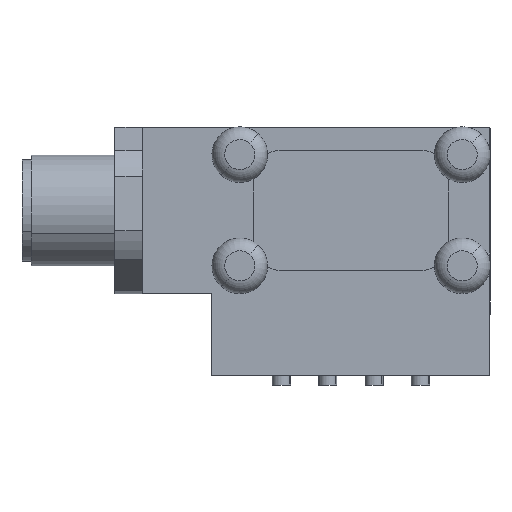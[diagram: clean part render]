
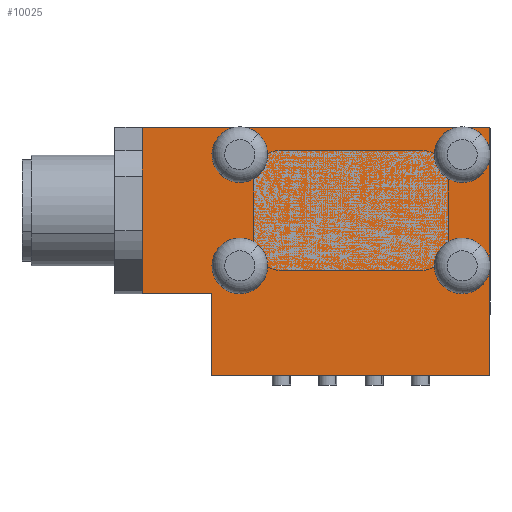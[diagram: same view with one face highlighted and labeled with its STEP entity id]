
A CAD part, top view. The second image highlights one B-rep face of the part: STEP entity #10025.
In plain terms, the highlighted planar face has unit normal (0, 0, 1).
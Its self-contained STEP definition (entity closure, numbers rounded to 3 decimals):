
#30 = PLANE ( 'NONE',  #11619 ) ;
#270 = EDGE_LOOP ( 'NONE', ( #884, #4605 ) ) ;
#359 = DIRECTION ( 'NONE',  ( 1., 0., 0. ) ) ;
#464 = VERTEX_POINT ( 'NONE', #1661 ) ;
#524 = CIRCLE ( 'NONE', #3686, 1.6 ) ;
#635 = CARTESIAN_POINT ( 'NONE',  ( -22.5, 8.865, 20. ) ) ;
#642 = ORIENTED_EDGE ( 'NONE', *, *, #11064, .T. ) ;
#651 = ORIENTED_EDGE ( 'NONE', *, *, #12066, .F. ) ;
#884 = ORIENTED_EDGE ( 'NONE', *, *, #3104, .F. ) ;
#934 = AXIS2_PLACEMENT_3D ( 'NONE', #8134, #11455, #3439 ) ;
#970 = CARTESIAN_POINT ( 'NONE',  ( -22.5, -17.835, 20. ) ) ;
#1008 = CARTESIAN_POINT ( 'NONE',  ( -12., 5.965, 20. ) ) ;
#1233 = FACE_OUTER_BOUND ( 'NONE', #11602, .T. ) ;
#1267 = VERTEX_POINT ( 'NONE', #3667 ) ;
#1537 = VERTEX_POINT ( 'NONE', #1608 ) ;
#1561 = EDGE_CURVE ( 'NONE', #5120, #464, #4023, .T. ) ;
#1608 = CARTESIAN_POINT ( 'NONE',  ( -13.6, 5.965, 20. ) ) ;
#1661 = CARTESIAN_POINT ( 'NONE',  ( 10.4, 5.965, 20. ) ) ;
#1672 = CARTESIAN_POINT ( 'NONE',  ( -15., -9.035, 20. ) ) ;
#1685 = DIRECTION ( 'NONE',  ( 1., 0., 0. ) ) ;
#1725 = DIRECTION ( 'NONE',  ( 0., 0., 1. ) ) ;
#2021 = DIRECTION ( 'NONE',  ( 1., 0., 0. ) ) ;
#2049 = VERTEX_POINT ( 'NONE', #6337 ) ;
#2059 = EDGE_CURVE ( 'NONE', #10189, #7571, #11299, .T. ) ;
#2245 = VERTEX_POINT ( 'NONE', #2527 ) ;
#2250 = VERTEX_POINT ( 'NONE', #11693 ) ;
#2301 = EDGE_LOOP ( 'NONE', ( #9576, #11217 ) ) ;
#2517 = CARTESIAN_POINT ( 'NONE',  ( 12., 5.965, 20. ) ) ;
#2527 = CARTESIAN_POINT ( 'NONE',  ( -22.5, -9.035, 20. ) ) ;
#2563 = VECTOR ( 'NONE', #6126, 1000. ) ;
#2619 = AXIS2_PLACEMENT_3D ( 'NONE', #10916, #11898, #5579 ) ;
#2753 = VECTOR ( 'NONE', #8912, 1000. ) ;
#3056 = DIRECTION ( 'NONE',  ( 0., 0., 1. ) ) ;
#3104 = EDGE_CURVE ( 'NONE', #1267, #2049, #10776, .T. ) ;
#3285 = VERTEX_POINT ( 'NONE', #3819 ) ;
#3439 = DIRECTION ( 'NONE',  ( 1., 0., 0. ) ) ;
#3526 = DIRECTION ( 'NONE',  ( 1., 0., 0. ) ) ;
#3587 = DIRECTION ( 'NONE',  ( 1., 0., 0. ) ) ;
#3667 = CARTESIAN_POINT ( 'NONE',  ( -10.4, -6.035, 20. ) ) ;
#3686 = AXIS2_PLACEMENT_3D ( 'NONE', #1008, #8029, #2021 ) ;
#3699 = VERTEX_POINT ( 'NONE', #1672 ) ;
#3735 = CARTESIAN_POINT ( 'NONE',  ( -22.5, -9.035, 20. ) ) ;
#3754 = FACE_BOUND ( 'NONE', #6122, .T. ) ;
#3819 = CARTESIAN_POINT ( 'NONE',  ( -22.5, 8.865, 20. ) ) ;
#4023 = CIRCLE ( 'NONE', #934, 1.6 ) ;
#4031 = LINE ( 'NONE', #635, #9325 ) ;
#4064 = FACE_BOUND ( 'NONE', #270, .T. ) ;
#4066 = DIRECTION ( 'NONE',  ( 0., 0., 1. ) ) ;
#4599 = AXIS2_PLACEMENT_3D ( 'NONE', #2517, #9501, #3526 ) ;
#4605 = ORIENTED_EDGE ( 'NONE', *, *, #9600, .F. ) ;
#4792 = CARTESIAN_POINT ( 'NONE',  ( -12., -6.035, 20. ) ) ;
#4984 = DIRECTION ( 'NONE',  ( 1., 0., 0. ) ) ;
#5090 = EDGE_CURVE ( 'NONE', #2245, #3699, #6867, .T. ) ;
#5100 = ORIENTED_EDGE ( 'NONE', *, *, #5539, .F. ) ;
#5120 = VERTEX_POINT ( 'NONE', #6782 ) ;
#5539 = EDGE_CURVE ( 'NONE', #464, #5120, #12439, .T. ) ;
#5579 = DIRECTION ( 'NONE',  ( 1., 0., 0. ) ) ;
#5808 = DIRECTION ( 'NONE',  ( 1., 0., 0. ) ) ;
#5811 = CIRCLE ( 'NONE', #7486, 1.6 ) ;
#5929 = VERTEX_POINT ( 'NONE', #11030 ) ;
#5991 = VERTEX_POINT ( 'NONE', #12122 ) ;
#6122 = EDGE_LOOP ( 'NONE', ( #11168, #5100 ) ) ;
#6126 = DIRECTION ( 'NONE',  ( 0., -1., 0. ) ) ;
#6263 = VECTOR ( 'NONE', #4984, 1000. ) ;
#6337 = CARTESIAN_POINT ( 'NONE',  ( -13.6, -6.035, 20. ) ) ;
#6369 = VECTOR ( 'NONE', #12414, 1000. ) ;
#6396 = DIRECTION ( 'NONE',  ( 0., 0., 1. ) ) ;
#6423 = FACE_BOUND ( 'NONE', #2301, .T. ) ;
#6486 = EDGE_LOOP ( 'NONE', ( #7406, #6973 ) ) ;
#6782 = CARTESIAN_POINT ( 'NONE',  ( 13.6, 5.965, 20. ) ) ;
#6867 = LINE ( 'NONE', #3735, #12452 ) ;
#6973 = ORIENTED_EDGE ( 'NONE', *, *, #12627, .F. ) ;
#7060 = CARTESIAN_POINT ( 'NONE',  ( -22.5, -17.835, 20. ) ) ;
#7151 = CARTESIAN_POINT ( 'NONE',  ( -22.5, 8.965, 20. ) ) ;
#7265 = CARTESIAN_POINT ( 'NONE',  ( -15., -17.835, 20. ) ) ;
#7406 = ORIENTED_EDGE ( 'NONE', *, *, #7554, .F. ) ;
#7486 = AXIS2_PLACEMENT_3D ( 'NONE', #4792, #11719, #5808 ) ;
#7554 = EDGE_CURVE ( 'NONE', #2250, #1537, #524, .T. ) ;
#7571 = VERTEX_POINT ( 'NONE', #11949 ) ;
#7646 = EDGE_CURVE ( 'NONE', #3285, #2245, #9907, .T. ) ;
#7716 = ORIENTED_EDGE ( 'NONE', *, *, #5090, .T. ) ;
#7734 = ORIENTED_EDGE ( 'NONE', *, *, #12181, .F. ) ;
#7739 = CARTESIAN_POINT ( 'NONE',  ( 12., -6.035, 20. ) ) ;
#7773 = LINE ( 'NONE', #7920, #2753 ) ;
#7920 = CARTESIAN_POINT ( 'NONE',  ( -15., -17.835, 20. ) ) ;
#8029 = DIRECTION ( 'NONE',  ( 0., 0., 1. ) ) ;
#8073 = CIRCLE ( 'NONE', #12836, 1.6 ) ;
#8134 = CARTESIAN_POINT ( 'NONE',  ( 12., 5.965, 20. ) ) ;
#8346 = CARTESIAN_POINT ( 'NONE',  ( 15., -17.835, 20. ) ) ;
#8524 = CIRCLE ( 'NONE', #9921, 1.6 ) ;
#8530 = EDGE_CURVE ( 'NONE', #5929, #5991, #10480, .T. ) ;
#8725 = DIRECTION ( 'NONE',  ( 1., 0., 0. ) ) ;
#8912 = DIRECTION ( 'NONE',  ( 0., 1., 0. ) ) ;
#9051 = FACE_BOUND ( 'NONE', #6486, .T. ) ;
#9325 = VECTOR ( 'NONE', #3587, 1000. ) ;
#9404 = CARTESIAN_POINT ( 'NONE',  ( 15., 8.865, 20. ) ) ;
#9501 = DIRECTION ( 'NONE',  ( 0., 0., 1. ) ) ;
#9552 = ORIENTED_EDGE ( 'NONE', *, *, #7646, .T. ) ;
#9576 = ORIENTED_EDGE ( 'NONE', *, *, #8530, .F. ) ;
#9600 = EDGE_CURVE ( 'NONE', #2049, #1267, #5811, .T. ) ;
#9907 = LINE ( 'NONE', #7151, #2563 ) ;
#9921 = AXIS2_PLACEMENT_3D ( 'NONE', #12306, #6396, #359 ) ;
#9966 = LINE ( 'NONE', #970, #6263 ) ;
#10023 = CARTESIAN_POINT ( 'NONE',  ( -12., 5.965, 20. ) ) ;
#10025 = ADVANCED_FACE ( 'NONE', ( #6423, #4064, #9051, #3754, #1233 ), #30, .T. ) ;
#10035 = AXIS2_PLACEMENT_3D ( 'NONE', #7739, #1725, #8725 ) ;
#10043 = DIRECTION ( 'NONE',  ( 1., 0., 0. ) ) ;
#10189 = VERTEX_POINT ( 'NONE', #9404 ) ;
#10480 = CIRCLE ( 'NONE', #10035, 1.6 ) ;
#10667 = VERTEX_POINT ( 'NONE', #7265 ) ;
#10776 = CIRCLE ( 'NONE', #2619, 1.6 ) ;
#10916 = CARTESIAN_POINT ( 'NONE',  ( -12., -6.035, 20. ) ) ;
#10989 = DIRECTION ( 'NONE',  ( 1., 0., 0. ) ) ;
#11030 = CARTESIAN_POINT ( 'NONE',  ( 13.6, -6.035, 20. ) ) ;
#11064 = EDGE_CURVE ( 'NONE', #10667, #7571, #9966, .T. ) ;
#11168 = ORIENTED_EDGE ( 'NONE', *, *, #1561, .F. ) ;
#11217 = ORIENTED_EDGE ( 'NONE', *, *, #12765, .F. ) ;
#11299 = LINE ( 'NONE', #8346, #6369 ) ;
#11455 = DIRECTION ( 'NONE',  ( 0., 0., 1. ) ) ;
#11602 = EDGE_LOOP ( 'NONE', ( #12479, #651, #9552, #7716, #7734, #642 ) ) ;
#11619 = AXIS2_PLACEMENT_3D ( 'NONE', #7060, #3056, #10043 ) ;
#11693 = CARTESIAN_POINT ( 'NONE',  ( -10.4, 5.965, 20. ) ) ;
#11719 = DIRECTION ( 'NONE',  ( 0., 0., 1. ) ) ;
#11898 = DIRECTION ( 'NONE',  ( 0., 0., 1. ) ) ;
#11949 = CARTESIAN_POINT ( 'NONE',  ( 15., -17.835, 20. ) ) ;
#12066 = EDGE_CURVE ( 'NONE', #3285, #10189, #4031, .T. ) ;
#12122 = CARTESIAN_POINT ( 'NONE',  ( 10.4, -6.035, 20. ) ) ;
#12181 = EDGE_CURVE ( 'NONE', #10667, #3699, #7773, .T. ) ;
#12306 = CARTESIAN_POINT ( 'NONE',  ( 12., -6.035, 20. ) ) ;
#12414 = DIRECTION ( 'NONE',  ( 0., -1., 0. ) ) ;
#12439 = CIRCLE ( 'NONE', #4599, 1.6 ) ;
#12452 = VECTOR ( 'NONE', #1685, 1000. ) ;
#12479 = ORIENTED_EDGE ( 'NONE', *, *, #2059, .F. ) ;
#12627 = EDGE_CURVE ( 'NONE', #1537, #2250, #8073, .T. ) ;
#12765 = EDGE_CURVE ( 'NONE', #5991, #5929, #8524, .T. ) ;
#12836 = AXIS2_PLACEMENT_3D ( 'NONE', #10023, #4066, #10989 ) ;
